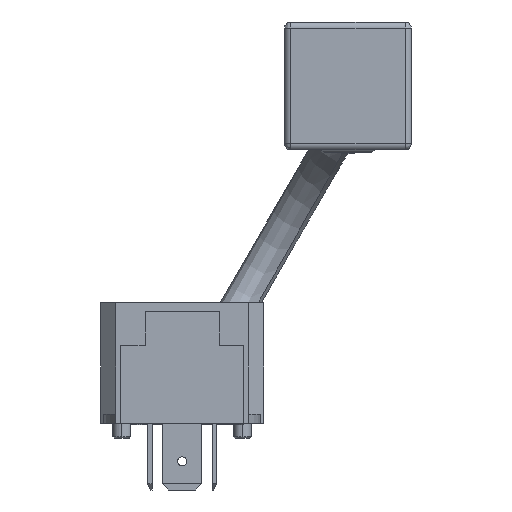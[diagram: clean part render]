
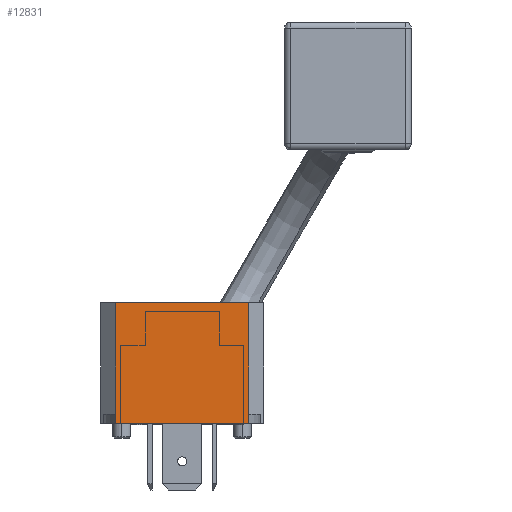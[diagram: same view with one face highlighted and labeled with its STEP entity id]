
A CAD part, front view. The second image highlights one B-rep face of the part: STEP entity #12831.
In plain terms, the highlighted planar face has unit normal (0, -1, 0).
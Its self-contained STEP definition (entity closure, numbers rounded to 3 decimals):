
#931 = VECTOR ( 'NONE', #27425, 1000. ) ;
#974 = PLANE ( 'NONE',  #25589 ) ;
#1076 = VECTOR ( 'NONE', #22337, 1000. ) ;
#2100 = VERTEX_POINT ( 'NONE', #28523 ) ;
#2402 = EDGE_CURVE ( 'NONE', #9001, #2100, #4737, .T. ) ;
#4737 = LINE ( 'NONE', #8637, #931 ) ;
#4910 = VECTOR ( 'NONE', #16151, 1000. ) ;
#6159 = LINE ( 'NONE', #29876, #19221 ) ;
#6285 = LINE ( 'NONE', #10634, #1076 ) ;
#7606 = CARTESIAN_POINT ( 'NONE',  ( -11., -113.363, 20. ) ) ;
#8474 = ORIENTED_EDGE ( 'NONE', *, *, #24957, .F. ) ;
#8637 = CARTESIAN_POINT ( 'NONE',  ( -11., -113.363, 20. ) ) ;
#9001 = VERTEX_POINT ( 'NONE', #22082 ) ;
#9217 = DIRECTION ( 'NONE',  ( -1., 0., 0. ) ) ;
#9303 = CARTESIAN_POINT ( 'NONE',  ( 11., -113.363, 20. ) ) ;
#9750 = ORIENTED_EDGE ( 'NONE', *, *, #2402, .T. ) ;
#10375 = DIRECTION ( 'NONE',  ( 0., 1., 0. ) ) ;
#10634 = CARTESIAN_POINT ( 'NONE',  ( 11., -113.363, 20. ) ) ;
#11247 = EDGE_CURVE ( 'NONE', #17272, #9001, #23224, .T. ) ;
#12219 = EDGE_LOOP ( 'NONE', ( #27599, #26171, #9750, #8474 ) ) ;
#12831 = ADVANCED_FACE ( 'NONE', ( #26548 ), #974, .F. ) ;
#15601 = EDGE_CURVE ( 'NONE', #17272, #16870, #6285, .T. ) ;
#16151 = DIRECTION ( 'NONE',  ( -1., 0., 0. ) ) ;
#16870 = VERTEX_POINT ( 'NONE', #29382 ) ;
#17272 = VERTEX_POINT ( 'NONE', #9303 ) ;
#19221 = VECTOR ( 'NONE', #9217, 1000. ) ;
#19750 = DIRECTION ( 'NONE',  ( -1., 0., 0. ) ) ;
#22082 = CARTESIAN_POINT ( 'NONE',  ( -11., -113.363, 20. ) ) ;
#22337 = DIRECTION ( 'NONE',  ( 0., 0., -1. ) ) ;
#23224 = LINE ( 'NONE', #27530, #4910 ) ;
#24957 = EDGE_CURVE ( 'NONE', #16870, #2100, #6159, .T. ) ;
#25589 = AXIS2_PLACEMENT_3D ( 'NONE', #7606, #10375, #19750 ) ;
#26171 = ORIENTED_EDGE ( 'NONE', *, *, #11247, .T. ) ;
#26548 = FACE_OUTER_BOUND ( 'NONE', #12219, .T. ) ;
#27425 = DIRECTION ( 'NONE',  ( 0., 0., -1. ) ) ;
#27530 = CARTESIAN_POINT ( 'NONE',  ( 13.5, -113.363, 20. ) ) ;
#27599 = ORIENTED_EDGE ( 'NONE', *, *, #15601, .F. ) ;
#28523 = CARTESIAN_POINT ( 'NONE',  ( -11., -113.363, 0. ) ) ;
#29382 = CARTESIAN_POINT ( 'NONE',  ( 11., -113.363, 0. ) ) ;
#29876 = CARTESIAN_POINT ( 'NONE',  ( -11., -113.363, 0. ) ) ;
